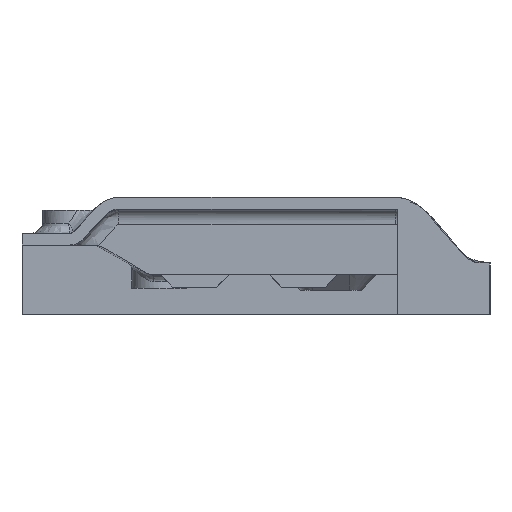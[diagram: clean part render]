
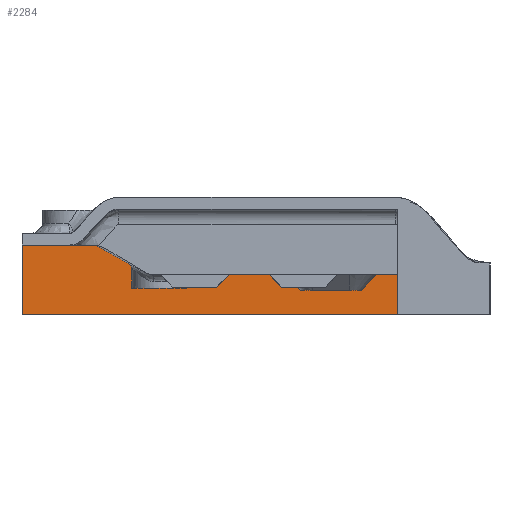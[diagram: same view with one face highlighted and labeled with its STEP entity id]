
A CAD part, left-side view. The second image highlights one B-rep face of the part: STEP entity #2284.
In plain terms, the highlighted planar face has unit normal (-1, 0, 0).
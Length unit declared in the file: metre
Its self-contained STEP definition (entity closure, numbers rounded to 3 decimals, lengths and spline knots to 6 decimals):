
#115=B_SPLINE_CURVE_WITH_KNOTS('',3,(#26243,#26244,#26245,#26246),
 .UNSPECIFIED.,.F.,.F.,(4,4),(0.,1.),.UNSPECIFIED.);
#119=B_SPLINE_CURVE_WITH_KNOTS('',3,(#26286,#26287,#26288,#26289,#26290,
#26291,#26292,#26293,#26294,#26295,#26296),.UNSPECIFIED.,.F.,.F.,(4,1,1,
1,1,1,1,1,4),(0.,0.125,0.25,0.375,0.5,0.625,0.75,0.875,1.),
 .UNSPECIFIED.);
#464=ORIENTED_EDGE('',*,*,#921,.T.);
#465=ORIENTED_EDGE('',*,*,#1071,.T.);
#466=ORIENTED_EDGE('',*,*,#876,.T.);
#467=ORIENTED_EDGE('',*,*,#994,.T.);
#468=ORIENTED_EDGE('',*,*,#1063,.T.);
#469=ORIENTED_EDGE('',*,*,#1053,.T.);
#470=ORIENTED_EDGE('',*,*,#1009,.T.);
#471=ORIENTED_EDGE('',*,*,#1006,.T.);
#472=ORIENTED_EDGE('',*,*,#1065,.F.);
#876=EDGE_CURVE('',#1216,#1217,#1443,.T.);
#921=EDGE_CURVE('',#1260,#1261,#1484,.T.);
#994=EDGE_CURVE('',#1217,#1332,#1533,.T.);
#1006=EDGE_CURVE('',#1343,#1342,#1544,.F.);
#1009=EDGE_CURVE('',#1344,#1343,#1547,.F.);
#1053=EDGE_CURVE('',#1365,#1344,#1563,.T.);
#1063=EDGE_CURVE('',#1332,#1365,#115,.F.);
#1065=EDGE_CURVE('',#1260,#1342,#1566,.T.);
#1071=EDGE_CURVE('',#1261,#1216,#119,.T.);
#1216=VERTEX_POINT('',#2988);
#1217=VERTEX_POINT('',#2989);
#1260=VERTEX_POINT('',#3111);
#1261=VERTEX_POINT('',#3116);
#1332=VERTEX_POINT('',#3392);
#1342=VERTEX_POINT('',#3418);
#1343=VERTEX_POINT('',#3420);
#1344=VERTEX_POINT('',#3425);
#1365=VERTEX_POINT('',#26152);
#1443=LINE('',#2987,#1652);
#1484=LINE('',#3117,#1693);
#1533=LINE('',#3391,#1742);
#1544=LINE('',#3419,#1753);
#1547=LINE('',#3424,#1756);
#1563=LINE('',#26151,#1772);
#1566=LINE('',#26259,#1775);
#1652=VECTOR('',#2528,1.);
#1693=VECTOR('',#2571,1.);
#1742=VECTOR('',#2648,1.);
#1753=VECTOR('',#2663,1.);
#1756=VECTOR('',#2668,1.);
#1772=VECTOR('',#2702,1.);
#1775=VECTOR('',#2711,1.);
#1907=EDGE_LOOP('',(#464,#465,#466,#467,#468,#469,#470,#471,#472));
#2064=FACE_BOUND('',#1907,.T.);
#2189=PLANE('',#2424);
#2284=ADVANCED_FACE('',(#2064),#2189,.F.);
#2424=AXIS2_PLACEMENT_3D('',#26285,#2715,#2716);
#2528=DIRECTION('',(0.,1.,0.));
#2571=DIRECTION('',(0.,1.,0.));
#2648=DIRECTION('',(0.,1.,0.));
#2663=DIRECTION('',(0.,1.,0.));
#2668=DIRECTION('',(0.,0.,1.));
#2702=DIRECTION('',(0.,1.,0.));
#2711=DIRECTION('',(0.,0.,-1.));
#2715=DIRECTION('',(1.,0.,0.));
#2716=DIRECTION('',(0.,0.,-1.));
#2987=CARTESIAN_POINT('',(0.14515,-0.033673,0.00695));
#2988=CARTESIAN_POINT('',(0.14515,-0.049563,0.00695));
#2989=CARTESIAN_POINT('',(0.14515,-0.015999,0.00695));
#3111=CARTESIAN_POINT('',(0.14515,-0.05715,0.00695));
#3116=CARTESIAN_POINT('',(0.14515,-0.055437,0.00695));
#3117=CARTESIAN_POINT('',(0.14515,-0.033673,0.00695));
#3391=CARTESIAN_POINT('',(0.14515,-0.033673,0.00695));
#3392=CARTESIAN_POINT('',(0.14515,-0.015172,0.00695));
#3418=CARTESIAN_POINT('',(0.14515,-0.05715,0.0018));
#3419=CARTESIAN_POINT('',(0.14515,-0.02775,0.0018));
#3420=CARTESIAN_POINT('',(0.14515,0.00165,0.0018));
#3424=CARTESIAN_POINT('',(0.14515,0.00165,0.006283));
#3425=CARTESIAN_POINT('',(0.14515,0.00165,0.010765));
#26151=CARTESIAN_POINT('',(0.14515,-0.006719,0.010765));
#26152=CARTESIAN_POINT('',(0.14515,-0.007812,0.010765));
#26243=CARTESIAN_POINT('',(0.14515,-0.007812,0.010765));
#26244=CARTESIAN_POINT('',(0.14515,-0.009312,0.010765));
#26245=CARTESIAN_POINT('',(0.14515,-0.013672,0.00695));
#26246=CARTESIAN_POINT('',(0.14515,-0.015172,0.00695));
#26259=CARTESIAN_POINT('',(0.14515,-0.05715,-0.007476));
#26285=CARTESIAN_POINT('',(0.14515,-0.01305,0.004041));
#26286=CARTESIAN_POINT('',(0.14515,-0.055437,0.00695));
#26287=CARTESIAN_POINT('',(0.14515,-0.05526,0.00695));
#26288=CARTESIAN_POINT('',(0.14515,-0.054847,0.006942));
#26289=CARTESIAN_POINT('',(0.14515,-0.053972,0.006892));
#26290=CARTESIAN_POINT('',(0.14515,-0.053074,0.006842));
#26291=CARTESIAN_POINT('',(0.14515,-0.052499,0.006829));
#26292=CARTESIAN_POINT('',(0.14515,-0.051928,0.006842));
#26293=CARTESIAN_POINT('',(0.14515,-0.051026,0.006892));
#26294=CARTESIAN_POINT('',(0.14515,-0.050153,0.006942));
#26295=CARTESIAN_POINT('',(0.14515,-0.04974,0.00695));
#26296=CARTESIAN_POINT('',(0.14515,-0.049563,0.00695));
